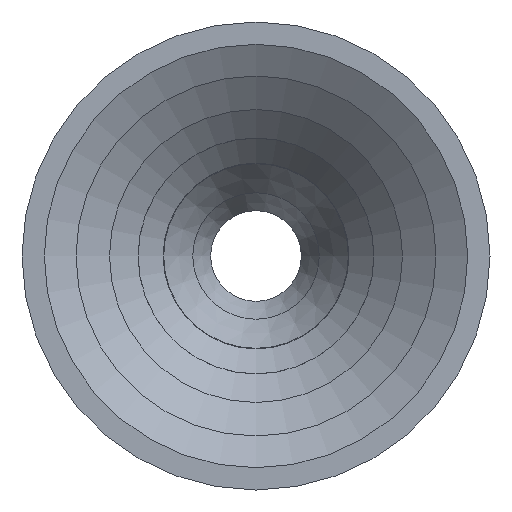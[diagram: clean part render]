
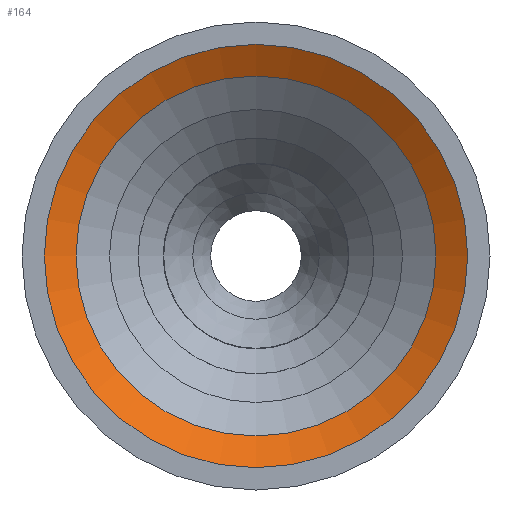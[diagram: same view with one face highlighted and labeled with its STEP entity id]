
A CAD part, left-side view. The second image highlights one B-rep face of the part: STEP entity #164.
In plain terms, the highlighted conical face has half-angle 59.569 degrees and reference radius 28.5 mm.
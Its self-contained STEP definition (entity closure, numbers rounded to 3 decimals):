
#53 = EDGE_CURVE ( 'NONE', #347, #347, #611, .T. ) ;
#102 = CARTESIAN_POINT ( 'NONE',  ( 11.508, 0., 0. ) ) ;
#142 = CARTESIAN_POINT ( 'NONE',  ( 9., 0., 0. ) ) ;
#164 = ADVANCED_FACE ( 'NONE', ( #421, #192 ), #430, .F. ) ;
#184 = EDGE_LOOP ( 'NONE', ( #392 ) ) ;
#192 = FACE_OUTER_BOUND ( 'NONE', #467, .T. ) ;
#204 = DIRECTION ( 'NONE',  ( 0., 0., 1. ) ) ;
#226 = EDGE_CURVE ( 'NONE', #475, #475, #404, .T. ) ;
#233 = CARTESIAN_POINT ( 'NONE',  ( 11.508, 24.23, 0. ) ) ;
#291 = AXIS2_PLACEMENT_3D ( 'NONE', #102, #443, #428 ) ;
#309 = DIRECTION ( 'NONE',  ( -1., 0., 0. ) ) ;
#311 = DIRECTION ( 'NONE',  ( 0., 1., 0. ) ) ;
#315 = DIRECTION ( 'NONE',  ( 1., 0., 0. ) ) ;
#328 = CARTESIAN_POINT ( 'NONE',  ( 9., 0., 0. ) ) ;
#347 = VERTEX_POINT ( 'NONE', #233 ) ;
#392 = ORIENTED_EDGE ( 'NONE', *, *, #53, .T. ) ;
#404 = CIRCLE ( 'NONE', #499, 28.5 ) ;
#421 = FACE_BOUND ( 'NONE', #184, .T. ) ;
#428 = DIRECTION ( 'NONE',  ( 0., 1., 0. ) ) ;
#430 = CONICAL_SURFACE ( 'NONE', #539, 28.5, 1.04 ) ;
#443 = DIRECTION ( 'NONE',  ( 1., 0., 0. ) ) ;
#467 = EDGE_LOOP ( 'NONE', ( #552 ) ) ;
#475 = VERTEX_POINT ( 'NONE', #610 ) ;
#499 = AXIS2_PLACEMENT_3D ( 'NONE', #142, #315, #311 ) ;
#539 = AXIS2_PLACEMENT_3D ( 'NONE', #328, #309, #204 ) ;
#552 = ORIENTED_EDGE ( 'NONE', *, *, #226, .F. ) ;
#610 = CARTESIAN_POINT ( 'NONE',  ( 9., 28.5, 0. ) ) ;
#611 = CIRCLE ( 'NONE', #291, 24.23 ) ;
